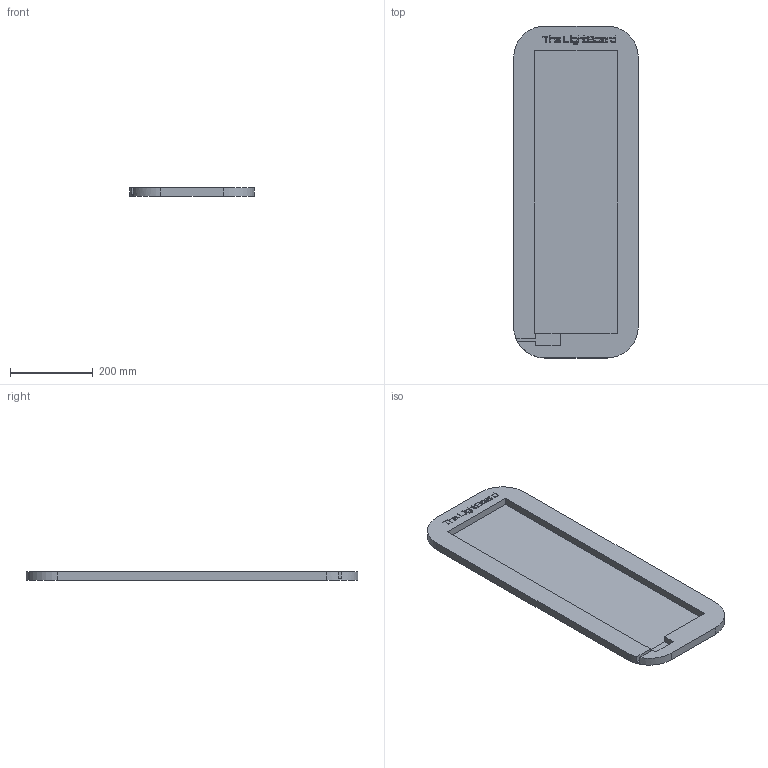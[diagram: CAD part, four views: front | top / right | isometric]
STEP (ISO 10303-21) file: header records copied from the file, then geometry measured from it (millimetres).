
FILE_DESCRIPTION(('FreeCAD Model'),'2;1');
FILE_NAME('Open CASCADE Shape Model','2025-11-20T21:06:21',(''),(''), 'Open CASCADE STEP processor 7.8','FreeCAD','Unknown');
FILE_SCHEMA(('AUTOMOTIVE_DESIGN { 1 0 10303 214 1 1 1 1 }'));
Length unit declared in the file: millimetre
Products named in the file (1): Body
Bounding box: 300 x 800 x 20 mm (x, y, z)
Volume: 2244168.6 mm3; surface area: 550292.2 mm2
Topology: 1 solids, 1 shells, 299 faces, 828 edges, 552 vertices
Faces by surface type: plane 164, extrusion 131, cylinder 4
Entity records: 9636 total; most frequent: CARTESIAN_POINT 2466, ORIENTED_EDGE 1656, DIRECTION 1045, EDGE_CURVE 828, VECTOR 687, LINE 556, VERTEX_POINT 552, B_SPLINE_CURVE_WITH_KNOTS 393
